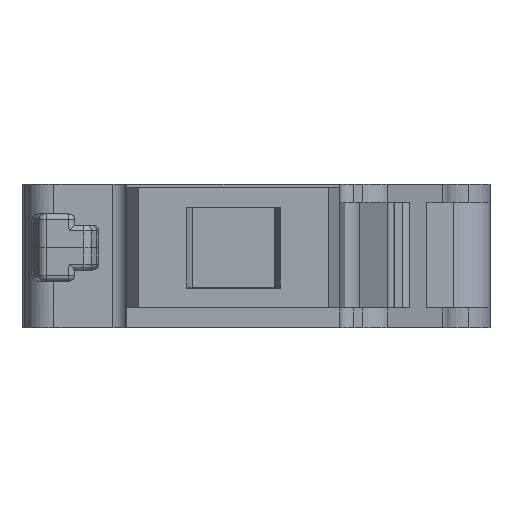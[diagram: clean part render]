
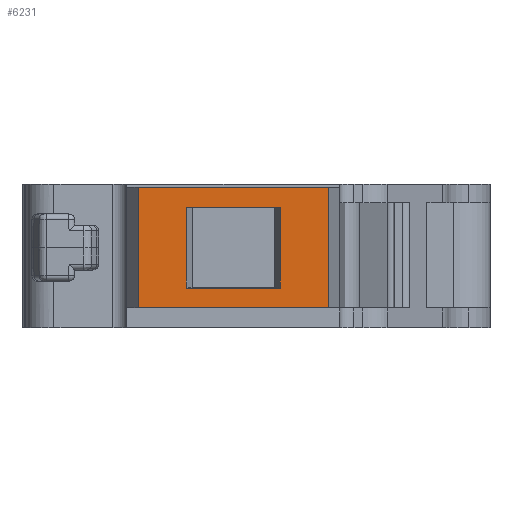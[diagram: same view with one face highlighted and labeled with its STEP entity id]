
A CAD part, front view. The second image highlights one B-rep face of the part: STEP entity #6231.
In plain terms, the highlighted planar face has unit normal (0, -1, 0).
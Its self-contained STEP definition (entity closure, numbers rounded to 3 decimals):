
#2092=DIRECTION('',(0.,0.,1.));
#2093=VECTOR('',#2092,4.3);
#2094=CARTESIAN_POINT('',(3.398,0.,-2.15));
#2095=LINE('',#2094,#2093);
#2096=DIRECTION('',(1.,0.,0.));
#2097=VECTOR('',#2096,6.796);
#2098=CARTESIAN_POINT('',(-3.398,0.,-2.15));
#2099=LINE('',#2098,#2097);
#2100=DIRECTION('',(0.,0.,-1.));
#2101=VECTOR('',#2100,4.3);
#2102=CARTESIAN_POINT('',(-3.398,0.,2.15));
#2103=LINE('',#2102,#2101);
#2104=DIRECTION('',(1.,0.,0.));
#2105=VECTOR('',#2104,6.796);
#2106=CARTESIAN_POINT('',(-3.398,0.,2.15));
#2107=LINE('',#2106,#2105);
#2108=DIRECTION('',(0.,0.,-1.));
#2109=VECTOR('',#2108,2.887);
#2110=CARTESIAN_POINT('',(-1.678,0.,1.444));
#2111=LINE('',#2110,#2109);
#2112=DIRECTION('',(1.,0.,0.));
#2113=VECTOR('',#2112,3.357);
#2114=CARTESIAN_POINT('',(-1.678,0.,-1.444));
#2115=LINE('',#2114,#2113);
#2116=DIRECTION('',(0.,0.,1.));
#2117=VECTOR('',#2116,2.887);
#2118=CARTESIAN_POINT('',(1.678,0.,-1.444));
#2119=LINE('',#2118,#2117);
#2120=DIRECTION('',(1.,0.,0.));
#2121=VECTOR('',#2120,3.357);
#2122=CARTESIAN_POINT('',(-1.678,0.,1.444));
#2123=LINE('',#2122,#2121);
#2747=CARTESIAN_POINT('',(3.398,0.,-2.15));
#2748=CARTESIAN_POINT('',(3.398,0.,2.15));
#2749=VERTEX_POINT('',#2747);
#2750=VERTEX_POINT('',#2748);
#2755=CARTESIAN_POINT('',(-3.398,0.,2.15));
#2756=CARTESIAN_POINT('',(-3.398,0.,-2.15));
#2757=VERTEX_POINT('',#2755);
#2758=VERTEX_POINT('',#2756);
#2759=CARTESIAN_POINT('',(-1.678,0.,1.444));
#2760=CARTESIAN_POINT('',(-1.678,0.,-1.444));
#2761=VERTEX_POINT('',#2759);
#2762=VERTEX_POINT('',#2760);
#2763=CARTESIAN_POINT('',(1.678,0.,-1.444));
#2764=CARTESIAN_POINT('',(1.678,0.,1.444));
#2765=VERTEX_POINT('',#2763);
#2766=VERTEX_POINT('',#2764);
#6209=CARTESIAN_POINT('',(-7.4,0.,2.25));
#6210=DIRECTION('',(0.,-1.,0.));
#6211=DIRECTION('',(1.,0.,0.));
#6212=AXIS2_PLACEMENT_3D('',#6209,#6210,#6211);
#6213=PLANE('',#6212);
#6214=ORIENTED_EDGE('',*,*,#6203,.F.);
#6215=ORIENTED_EDGE('',*,*,#6191,.F.);
#6217=ORIENTED_EDGE('',*,*,#6216,.F.);
#6218=ORIENTED_EDGE('',*,*,#4706,.T.);
#6219=EDGE_LOOP('',(#6214,#6215,#6217,#6218));
#6220=FACE_OUTER_BOUND('',#6219,.F.);
#6222=ORIENTED_EDGE('',*,*,#6221,.T.);
#6224=ORIENTED_EDGE('',*,*,#6223,.T.);
#6226=ORIENTED_EDGE('',*,*,#6225,.T.);
#6228=ORIENTED_EDGE('',*,*,#6227,.F.);
#6229=EDGE_LOOP('',(#6222,#6224,#6226,#6228));
#6230=FACE_BOUND('',#6229,.F.);
#6231=ADVANCED_FACE('',(#6220,#6230),#6213,.T.);
#4706=EDGE_CURVE('',#2757,#2750,#2107,.T.);
#6191=EDGE_CURVE('',#2758,#2749,#2099,.T.);
#6203=EDGE_CURVE('',#2749,#2750,#2095,.T.);
#6216=EDGE_CURVE('',#2757,#2758,#2103,.T.);
#6221=EDGE_CURVE('',#2761,#2762,#2111,.T.);
#6223=EDGE_CURVE('',#2762,#2765,#2115,.T.);
#6225=EDGE_CURVE('',#2765,#2766,#2119,.T.);
#6227=EDGE_CURVE('',#2761,#2766,#2123,.T.);
